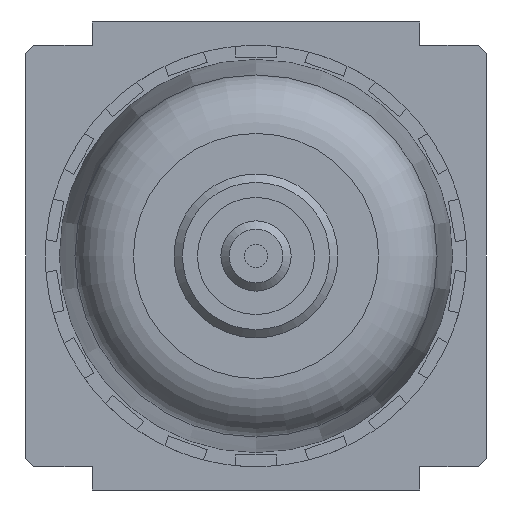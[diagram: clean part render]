
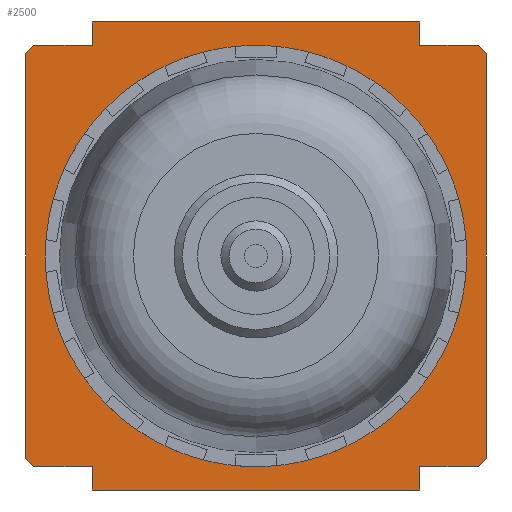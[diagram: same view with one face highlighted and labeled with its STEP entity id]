
A CAD part, front view. The second image highlights one B-rep face of the part: STEP entity #2500.
In plain terms, the highlighted planar face has unit normal (0, -1, 0).
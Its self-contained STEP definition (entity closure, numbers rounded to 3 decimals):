
#107=LINE('',#3768,#385);
#115=LINE('',#3785,#393);
#125=LINE('',#3805,#403);
#130=LINE('',#3816,#408);
#140=LINE('',#3837,#418);
#149=LINE('',#3855,#427);
#150=LINE('',#3859,#428);
#151=LINE('',#3861,#429);
#152=LINE('',#3863,#430);
#153=LINE('',#3865,#431);
#154=LINE('',#3867,#432);
#155=LINE('',#3869,#433);
#156=LINE('',#3870,#434);
#157=LINE('',#3872,#435);
#158=LINE('',#3874,#436);
#159=LINE('',#3876,#437);
#385=VECTOR('',#2981,1000.);
#393=VECTOR('',#2991,1000.);
#403=VECTOR('',#3007,1000.);
#408=VECTOR('',#3014,1000.);
#418=VECTOR('',#3026,1000.);
#427=VECTOR('',#3041,1000.);
#428=VECTOR('',#3046,1000.);
#429=VECTOR('',#3047,1000.);
#430=VECTOR('',#3048,1000.);
#431=VECTOR('',#3049,1000.);
#432=VECTOR('',#3050,1000.);
#433=VECTOR('',#3051,1000.);
#434=VECTOR('',#3052,1000.);
#435=VECTOR('',#3053,1000.);
#436=VECTOR('',#3054,1000.);
#437=VECTOR('',#3055,1000.);
#735=ORIENTED_EDGE('',*,*,#1435,.F.);
#736=ORIENTED_EDGE('',*,*,#1436,.F.);
#737=ORIENTED_EDGE('',*,*,#1398,.F.);
#738=ORIENTED_EDGE('',*,*,#1409,.F.);
#739=ORIENTED_EDGE('',*,*,#1390,.T.);
#740=ORIENTED_EDGE('',*,*,#1437,.F.);
#741=ORIENTED_EDGE('',*,*,#1438,.F.);
#742=ORIENTED_EDGE('',*,*,#1439,.F.);
#743=ORIENTED_EDGE('',*,*,#1440,.F.);
#744=ORIENTED_EDGE('',*,*,#1441,.F.);
#745=ORIENTED_EDGE('',*,*,#1414,.T.);
#746=ORIENTED_EDGE('',*,*,#1434,.T.);
#747=ORIENTED_EDGE('',*,*,#1424,.F.);
#748=ORIENTED_EDGE('',*,*,#1442,.F.);
#749=ORIENTED_EDGE('',*,*,#1443,.F.);
#750=ORIENTED_EDGE('',*,*,#1444,.F.);
#751=ORIENTED_EDGE('',*,*,#1445,.F.);
#1390=EDGE_CURVE('',#1745,#1744,#107,.T.);
#1398=EDGE_CURVE('',#1752,#1753,#115,.T.);
#1409=EDGE_CURVE('',#1745,#1752,#125,.T.);
#1414=EDGE_CURVE('',#1765,#1764,#130,.T.);
#1424=EDGE_CURVE('',#1774,#1775,#140,.T.);
#1434=EDGE_CURVE('',#1764,#1775,#149,.T.);
#1435=EDGE_CURVE('',#1781,#1781,#1935,.F.);
#1436=EDGE_CURVE('',#1753,#1782,#150,.T.);
#1437=EDGE_CURVE('',#1783,#1744,#151,.T.);
#1438=EDGE_CURVE('',#1784,#1783,#152,.T.);
#1439=EDGE_CURVE('',#1785,#1784,#153,.T.);
#1440=EDGE_CURVE('',#1786,#1785,#154,.T.);
#1441=EDGE_CURVE('',#1765,#1786,#155,.T.);
#1442=EDGE_CURVE('',#1787,#1774,#156,.T.);
#1443=EDGE_CURVE('',#1788,#1787,#157,.T.);
#1444=EDGE_CURVE('',#1789,#1788,#158,.T.);
#1445=EDGE_CURVE('',#1782,#1789,#159,.T.);
#1744=VERTEX_POINT('',#3767);
#1745=VERTEX_POINT('',#3769);
#1752=VERTEX_POINT('',#3784);
#1753=VERTEX_POINT('',#3786);
#1764=VERTEX_POINT('',#3815);
#1765=VERTEX_POINT('',#3817);
#1774=VERTEX_POINT('',#3836);
#1775=VERTEX_POINT('',#3838);
#1781=VERTEX_POINT('',#3858);
#1782=VERTEX_POINT('',#3860);
#1783=VERTEX_POINT('',#3862);
#1784=VERTEX_POINT('',#3864);
#1785=VERTEX_POINT('',#3866);
#1786=VERTEX_POINT('',#3868);
#1787=VERTEX_POINT('',#3871);
#1788=VERTEX_POINT('',#3873);
#1789=VERTEX_POINT('',#3875);
#1935=CIRCLE('',#2684,18.);
#2002=EDGE_LOOP('',(#735));
#2003=EDGE_LOOP('',(#736,#737,#738,#739,#740,#741,#742,#743,#744,#745,#746,
#747,#748,#749,#750,#751));
#2192=FACE_BOUND('',#2002,.T.);
#2193=FACE_BOUND('',#2003,.T.);
#2379=PLANE('',#2683);
#2500=ADVANCED_FACE('',(#2192,#2193),#2379,.F.);
#2683=AXIS2_PLACEMENT_3D('',#3856,#3042,#3043);
#2684=AXIS2_PLACEMENT_3D('',#3857,#3044,#3045);
#2981=DIRECTION('',(0.,0.,-1.));
#2991=DIRECTION('',(0.,0.,-1.));
#3007=DIRECTION('',(1.,0.,0.));
#3014=DIRECTION('',(0.,0.,-1.));
#3026=DIRECTION('',(0.,0.,-1.));
#3041=DIRECTION('',(1.,0.,0.));
#3042=DIRECTION('',(0.,1.,0.));
#3043=DIRECTION('',(0.,0.,1.));
#3044=DIRECTION('',(0.,1.,0.));
#3045=DIRECTION('',(0.,0.,1.));
#3046=DIRECTION('',(1.,0.,0.));
#3047=DIRECTION('',(1.,0.,0.));
#3048=DIRECTION('',(0.707,0.,0.707));
#3049=DIRECTION('',(0.,0.,1.));
#3050=DIRECTION('',(-0.707,0.,0.707));
#3051=DIRECTION('',(-1.,0.,0.));
#3052=DIRECTION('',(-1.,0.,0.));
#3053=DIRECTION('',(-0.707,0.,-0.707));
#3054=DIRECTION('',(0.,0.,-1.));
#3055=DIRECTION('',(0.707,0.,-0.707));
#3767=CARTESIAN_POINT('',(-14.,0.,18.));
#3768=CARTESIAN_POINT('',(-14.,0.,20.));
#3769=CARTESIAN_POINT('',(-14.,0.,20.));
#3784=CARTESIAN_POINT('',(14.,0.,20.));
#3785=CARTESIAN_POINT('',(14.,0.,20.));
#3786=CARTESIAN_POINT('',(14.,0.,18.));
#3805=CARTESIAN_POINT('',(-14.,0.,20.));
#3815=CARTESIAN_POINT('',(-14.,0.,-20.));
#3816=CARTESIAN_POINT('',(-14.,0.,20.));
#3817=CARTESIAN_POINT('',(-14.,0.,-18.));
#3836=CARTESIAN_POINT('',(14.,0.,-18.));
#3837=CARTESIAN_POINT('',(14.,0.,20.));
#3838=CARTESIAN_POINT('',(14.,0.,-20.));
#3855=CARTESIAN_POINT('',(-14.,0.,-20.));
#3856=CARTESIAN_POINT('',(-14.,0.,20.));
#3857=CARTESIAN_POINT('',(0.,0.,0.));
#3858=CARTESIAN_POINT('',(0.,0.,18.));
#3859=CARTESIAN_POINT('',(-18.993,0.,18.));
#3860=CARTESIAN_POINT('',(18.993,0.,18.));
#3861=CARTESIAN_POINT('',(-18.993,0.,18.));
#3862=CARTESIAN_POINT('',(-18.993,0.,18.));
#3863=CARTESIAN_POINT('',(-19.7,0.,17.293));
#3864=CARTESIAN_POINT('',(-19.7,0.,17.293));
#3865=CARTESIAN_POINT('',(-19.7,0.,-17.293));
#3866=CARTESIAN_POINT('',(-19.7,0.,-17.293));
#3867=CARTESIAN_POINT('',(-18.993,0.,-18.));
#3868=CARTESIAN_POINT('',(-18.993,0.,-18.));
#3869=CARTESIAN_POINT('',(18.993,0.,-18.));
#3870=CARTESIAN_POINT('',(18.993,0.,-18.));
#3871=CARTESIAN_POINT('',(18.993,0.,-18.));
#3872=CARTESIAN_POINT('',(19.7,0.,-17.293));
#3873=CARTESIAN_POINT('',(19.7,0.,-17.293));
#3874=CARTESIAN_POINT('',(19.7,0.,17.293));
#3875=CARTESIAN_POINT('',(19.7,0.,17.293));
#3876=CARTESIAN_POINT('',(18.993,0.,18.));
